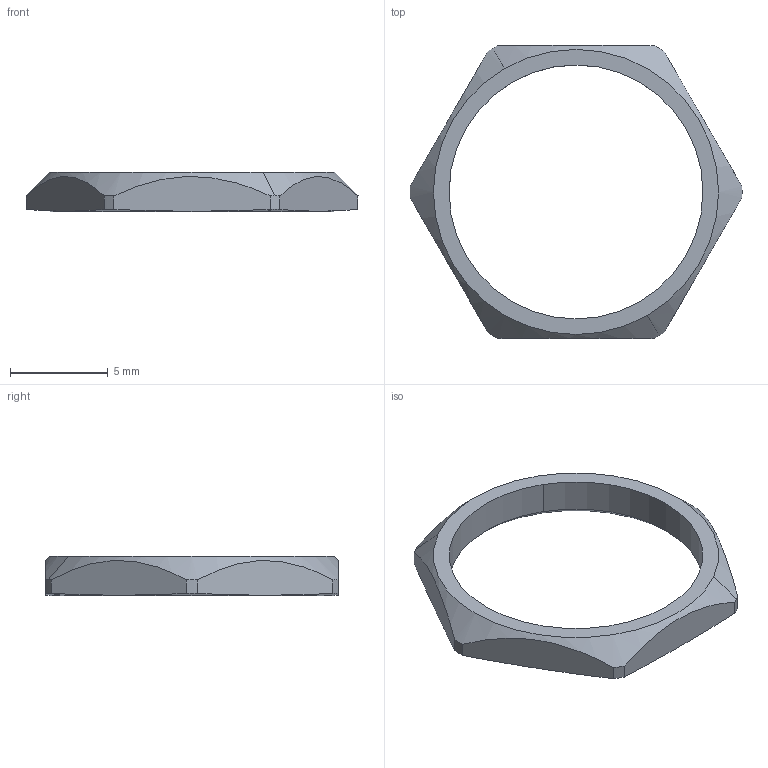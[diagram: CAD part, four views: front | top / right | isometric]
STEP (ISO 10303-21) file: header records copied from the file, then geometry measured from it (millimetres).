
FILE_DESCRIPTION(('CATIA V5 STEP Exchange','CAx-IF Rec.Pracs.--- Model Styling and Organization---1.4--- 2014-01-23'),'2;1');
FILE_NAME ('030362-2_0_2424010000_2424010000.stp','2023-10-30T12:46:23+00:00',('none'),('Weidmueller'),'CATIA Version 5-6 Release 2016 SP3 HF44','CATIA V5 STEP AP214','none');
FILE_SCHEMA(('AUTOMOTIVE_DESIGN { 1 0 10303 214 1 1 1 1 }'));
Length unit declared in the file: millimetre
Products named in the file (1): 2424010000
Bounding box: 17 x 15 x 2 mm (x, y, z)
Volume: 110.2 mm3; surface area: 279.6 mm2
Topology: 1 solids, 1 shells, 22 faces, 58 edges, 38 vertices
Faces by surface type: plane 8, cylinder 8, cone 6
Entity records: 745 total; most frequent: CARTESIAN_POINT 197, ORIENTED_EDGE 116, DIRECTION 90, EDGE_CURVE 58, AXIS2_PLACEMENT_3D 49, VERTEX_POINT 38, CIRCLE 26, EDGE_LOOP 24
